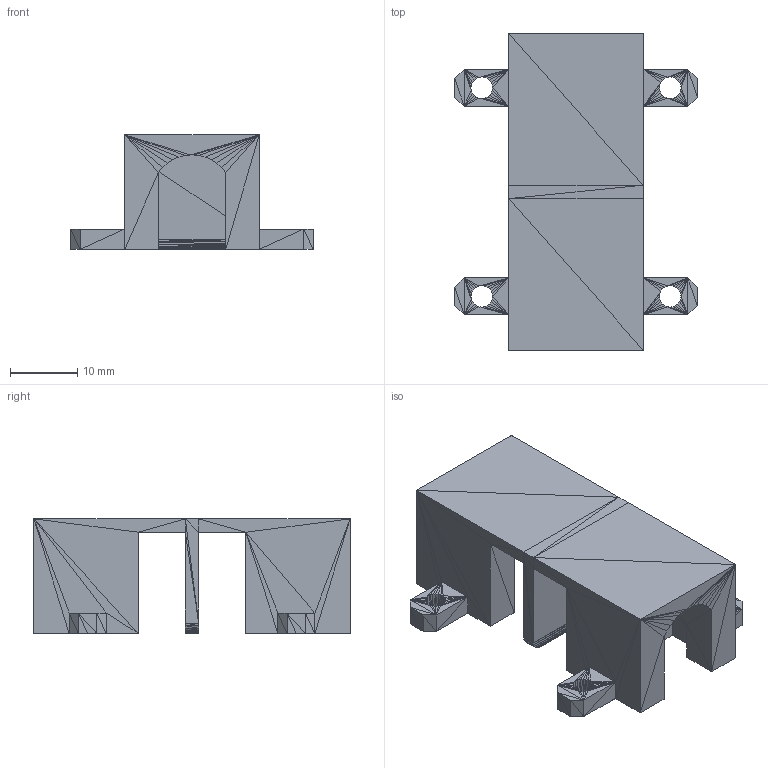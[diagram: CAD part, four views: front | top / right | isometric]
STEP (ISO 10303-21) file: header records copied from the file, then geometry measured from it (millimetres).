
FILE_DESCRIPTION((''),'2;1');
FILE_NAME('DC_Motor-Encoder_v2', '2025-03-22T14:13:04', (''), (''), 'ImageToStl.com STEP Converter','', '');
FILE_SCHEMA(('AUTOMOTIVE_DESIGN_CC2'));
Length unit declared in the file: metre
Products named in the file (1): product0
Bounding box: 36 x 47 x 17.01 mm (x, y, z)
Surface area: 5850.3 mm2 (no closed solid volume)
Topology: 0 solids, 800 shells, 800 faces, 2390 edges, 394 vertices
Faces by surface type: plane 800
Entity records: 18416 total; most frequent: DIRECTION 4002, ORIENTED_EDGE 2400, EDGE_CURVE 2400, LINE 2400, VECTOR 2400, AXIS2_PLACEMENT_3D 801, FACE_SURFACE 800, PLANE 800
